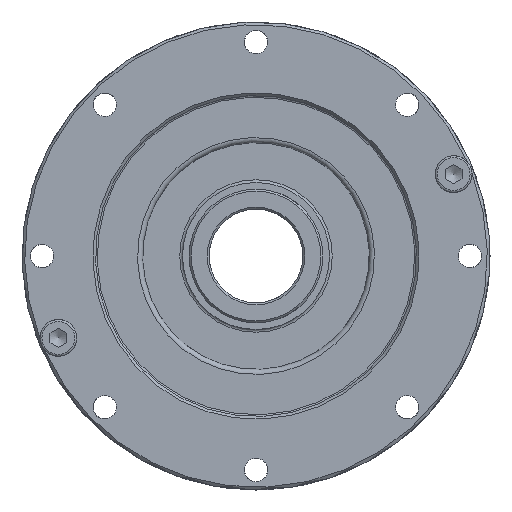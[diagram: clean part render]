
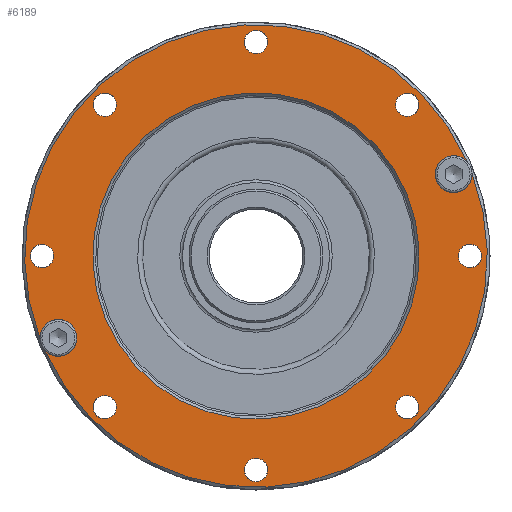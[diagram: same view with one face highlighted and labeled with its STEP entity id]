
A CAD part, left-side view. The second image highlights one B-rep face of the part: STEP entity #6189.
In plain terms, the highlighted planar face has unit normal (-1, 0, 0).
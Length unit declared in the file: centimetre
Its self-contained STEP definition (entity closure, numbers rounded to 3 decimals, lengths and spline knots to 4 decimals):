
#1623=FACE_BOUND($,#2189,.T.);
#1624=FACE_BOUND($,#2190,.T.);
#1625=FACE_BOUND($,#2191,.T.);
#1626=FACE_BOUND($,#2192,.T.);
#1627=FACE_BOUND($,#2193,.T.);
#1628=FACE_BOUND($,#2194,.T.);
#1629=FACE_BOUND($,#2195,.T.);
#1630=FACE_BOUND($,#2196,.T.);
#1631=FACE_BOUND($,#2197,.T.);
#1632=FACE_BOUND($,#2198,.T.);
#2189=EDGE_LOOP($,(#5620));
#2190=EDGE_LOOP($,(#5621));
#2191=EDGE_LOOP($,(#5622));
#2192=EDGE_LOOP($,(#5623));
#2193=EDGE_LOOP($,(#5624));
#2194=EDGE_LOOP($,(#5625));
#2195=EDGE_LOOP($,(#5626));
#2196=EDGE_LOOP($,(#5627));
#2197=EDGE_LOOP($,(#5628));
#2198=EDGE_LOOP($,(#5629,#5630,#5631,#5632));
#2624=CIRCLE($,#6860,0.275);
#2651=CIRCLE($,#6904,3.46);
#2653=CIRCLE($,#6906,3.46);
#2654=CIRCLE($,#6908,2.44);
#2710=CIRCLE($,#7057,0.175);
#2712=CIRCLE($,#7060,0.175);
#2714=CIRCLE($,#7063,0.175);
#2716=CIRCLE($,#7066,0.175);
#2718=CIRCLE($,#7069,0.175);
#2720=CIRCLE($,#7072,0.175);
#2722=CIRCLE($,#7075,0.175);
#2724=CIRCLE($,#7078,0.175);
#2733=CIRCLE($,#7112,0.275);
#3069=VERTEX_POINT($,#10466);
#3070=VERTEX_POINT($,#10467);
#3119=VERTEX_POINT($,#10605);
#3120=VERTEX_POINT($,#10607);
#3121=VERTEX_POINT($,#10611);
#3205=VERTEX_POINT($,#10944);
#3207=VERTEX_POINT($,#10949);
#3209=VERTEX_POINT($,#10954);
#3211=VERTEX_POINT($,#10959);
#3213=VERTEX_POINT($,#10964);
#3215=VERTEX_POINT($,#10969);
#3217=VERTEX_POINT($,#10974);
#3219=VERTEX_POINT($,#10979);
#3792=EDGE_CURVE($,#3070,#3069,#2624,.T.);
#3839=EDGE_CURVE($,#3070,#3119,#2651,.T.);
#3841=EDGE_CURVE($,#3120,#3069,#2653,.T.);
#3842=EDGE_CURVE($,#3121,#3121,#2654,.T.);
#3958=EDGE_CURVE($,#3205,#3205,#2710,.T.);
#3960=EDGE_CURVE($,#3207,#3207,#2712,.T.);
#3962=EDGE_CURVE($,#3209,#3209,#2714,.T.);
#3964=EDGE_CURVE($,#3211,#3211,#2716,.T.);
#3966=EDGE_CURVE($,#3213,#3213,#2718,.T.);
#3968=EDGE_CURVE($,#3215,#3215,#2720,.T.);
#3970=EDGE_CURVE($,#3217,#3217,#2722,.T.);
#3972=EDGE_CURVE($,#3219,#3219,#2724,.T.);
#4017=EDGE_CURVE($,#3120,#3119,#2733,.T.);
#5620=ORIENTED_EDGE($,*,*,#3960,.T.);
#5621=ORIENTED_EDGE($,*,*,#3962,.T.);
#5622=ORIENTED_EDGE($,*,*,#3964,.T.);
#5623=ORIENTED_EDGE($,*,*,#3968,.T.);
#5624=ORIENTED_EDGE($,*,*,#3970,.T.);
#5625=ORIENTED_EDGE($,*,*,#3972,.T.);
#5626=ORIENTED_EDGE($,*,*,#3966,.T.);
#5627=ORIENTED_EDGE($,*,*,#3958,.T.);
#5628=ORIENTED_EDGE($,*,*,#3842,.F.);
#5629=ORIENTED_EDGE($,*,*,#4017,.T.);
#5630=ORIENTED_EDGE($,*,*,#3839,.F.);
#5631=ORIENTED_EDGE($,*,*,#3792,.T.);
#5632=ORIENTED_EDGE($,*,*,#3841,.F.);
#5793=PLANE($,#7111);
#6189=ADVANCED_FACE($,(#1623,#1624,#1625,#1626,#1627,#1628,#1629,#1630,
#1631,#1632),#5793,.T.);
#6860=AXIS2_PLACEMENT_3D($,#10489,#8547,#8548);
#6904=AXIS2_PLACEMENT_3D($,#10606,#8649,#8650);
#6906=AXIS2_PLACEMENT_3D($,#10609,#8653,#8654);
#6908=AXIS2_PLACEMENT_3D($,#10612,#8657,#8658);
#7057=AXIS2_PLACEMENT_3D($,#10945,#8995,#8996);
#7060=AXIS2_PLACEMENT_3D($,#10950,#9001,#9002);
#7063=AXIS2_PLACEMENT_3D($,#10955,#9007,#9008);
#7066=AXIS2_PLACEMENT_3D($,#10960,#9013,#9014);
#7069=AXIS2_PLACEMENT_3D($,#10965,#9019,#9020);
#7072=AXIS2_PLACEMENT_3D($,#10970,#9025,#9026);
#7075=AXIS2_PLACEMENT_3D($,#10975,#9031,#9032);
#7078=AXIS2_PLACEMENT_3D($,#10980,#9037,#9038);
#7111=AXIS2_PLACEMENT_3D($,#11105,#9127,#9128);
#7112=AXIS2_PLACEMENT_3D($,#11106,#9129,#9130);
#8547=DIRECTION('center_axis',(1.,0.,0.));
#8548=DIRECTION('ref_axis',(0.,1.,0.));
#8649=DIRECTION('center_axis',(1.,0.,0.));
#8650=DIRECTION('ref_axis',(0.,-0.924,0.383));
#8653=DIRECTION('center_axis',(1.,0.,0.));
#8654=DIRECTION('ref_axis',(0.,-0.924,0.383));
#8657=DIRECTION('center_axis',(-1.,0.,0.));
#8658=DIRECTION('ref_axis',(0.,-0.924,0.383));
#8995=DIRECTION('center_axis',(1.,0.,0.));
#8996=DIRECTION('ref_axis',(0.,0.383,0.924));
#9001=DIRECTION('center_axis',(1.,0.,0.));
#9002=DIRECTION('ref_axis',(0.,0.924,0.383));
#9007=DIRECTION('center_axis',(1.,0.,0.));
#9008=DIRECTION('ref_axis',(0.,0.924,-0.383));
#9013=DIRECTION('center_axis',(1.,0.,0.));
#9014=DIRECTION('ref_axis',(0.,0.383,-0.924));
#9019=DIRECTION('center_axis',(1.,0.,0.));
#9020=DIRECTION('ref_axis',(0.,-0.383,-0.924));
#9025=DIRECTION('center_axis',(1.,0.,0.));
#9026=DIRECTION('ref_axis',(0.,-0.924,-0.383));
#9031=DIRECTION('center_axis',(1.,0.,0.));
#9032=DIRECTION('ref_axis',(0.,-0.924,0.383));
#9037=DIRECTION('center_axis',(1.,0.,0.));
#9038=DIRECTION('ref_axis',(0.,-0.383,0.924));
#9127=DIRECTION('center_axis',(-1.,0.,0.));
#9128=DIRECTION('ref_axis',(0.,0.383,0.924));
#9129=DIRECTION('center_axis',(1.,0.,0.));
#9130=DIRECTION('ref_axis',(0.,1.,0.));
#10466=CARTESIAN_POINT('',(-0.24,-3.1598,1.4097));
#10467=CARTESIAN_POINT('',(-0.24,-3.2311,1.2376));
#10489=CARTESIAN_POINT('Origin',(-0.24,-2.9564,1.2246));
#10605=CARTESIAN_POINT('',(-0.24,3.1598,-1.4097));
#10606=CARTESIAN_POINT('Origin',(-0.24,0.,0.));
#10607=CARTESIAN_POINT('',(-0.24,3.2311,-1.2376));
#10609=CARTESIAN_POINT('Origin',(-0.24,0.,0.));
#10611=CARTESIAN_POINT('',(-0.24,2.2543,-0.9337));
#10612=CARTESIAN_POINT('Origin',(-0.24,0.,0.));
#10944=CARTESIAN_POINT('',(-0.24,2.3297,-2.1011));
#10945=CARTESIAN_POINT('Origin',(-0.24,2.2627,-2.2627));
#10949=CARTESIAN_POINT('',(-0.24,0.1617,-3.133));
#10950=CARTESIAN_POINT('Origin',(-0.24,0.,-3.2));
#10954=CARTESIAN_POINT('',(-0.24,-2.1011,-2.3297));
#10955=CARTESIAN_POINT('Origin',(-0.24,-2.2627,-2.2627));
#10959=CARTESIAN_POINT('',(-0.24,-3.133,-0.1617));
#10960=CARTESIAN_POINT('Origin',(-0.24,-3.2,0.));
#10964=CARTESIAN_POINT('',(-0.24,-2.3297,2.1011));
#10965=CARTESIAN_POINT('Origin',(-0.24,-2.2627,2.2627));
#10969=CARTESIAN_POINT('',(-0.24,-0.1617,3.133));
#10970=CARTESIAN_POINT('Origin',(-0.24,0.,3.2));
#10974=CARTESIAN_POINT('',(-0.24,2.1011,2.3297));
#10975=CARTESIAN_POINT('Origin',(-0.24,2.2627,2.2627));
#10979=CARTESIAN_POINT('',(-0.24,3.133,0.1617));
#10980=CARTESIAN_POINT('Origin',(-0.24,3.2,0.));
#11105=CARTESIAN_POINT('Origin',(-0.24,3.2336,-1.3394));
#11106=CARTESIAN_POINT('Origin',(-0.24,2.9564,-1.2246));
